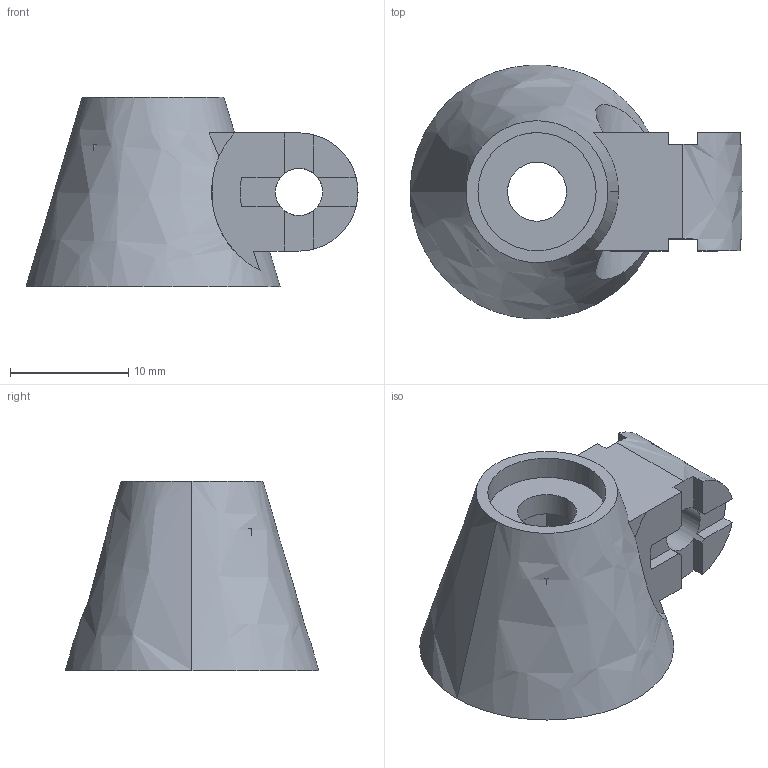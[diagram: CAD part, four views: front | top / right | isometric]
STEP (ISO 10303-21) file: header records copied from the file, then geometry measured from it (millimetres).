
FILE_DESCRIPTION(/* description */ (''),/* implementation_level */ '2;1');
FILE_NAME(/* name */ 'PLOTAN~1',/* time_stamp */ '2021-03-03T10:07:58+01:00',/* author */ (''),/* organization */ (''),/* preprocessor_version */ 'ST-DEVELOPER v16.5',/* originating_system */ '',/* authorisation */ '');
FILE_SCHEMA (('CONFIG_CONTROL_DESIGN'));
Length unit declared in the file: millimetre
Products named in the file (1): Document
Bounding box: 28.1 x 21.46 x 16 mm (x, y, z)
Volume: 2757.6 mm3; surface area: 2376.2 mm2
Topology: 1 solids, 1 shells, 64 faces, 189 edges, 124 vertices
Faces by surface type: bspline 64
Entity records: 4742 total; most frequent: CARTESIAN_POINT 2332, B_SPLINE_CURVE_WITH_KNOTS 433, ORIENTED_EDGE 378, PCURVE 378, DEFINITIONAL_REPRESENTATION 378, SURFACE_CURVE 189, EDGE_CURVE 189, VERTEX_POINT 124
